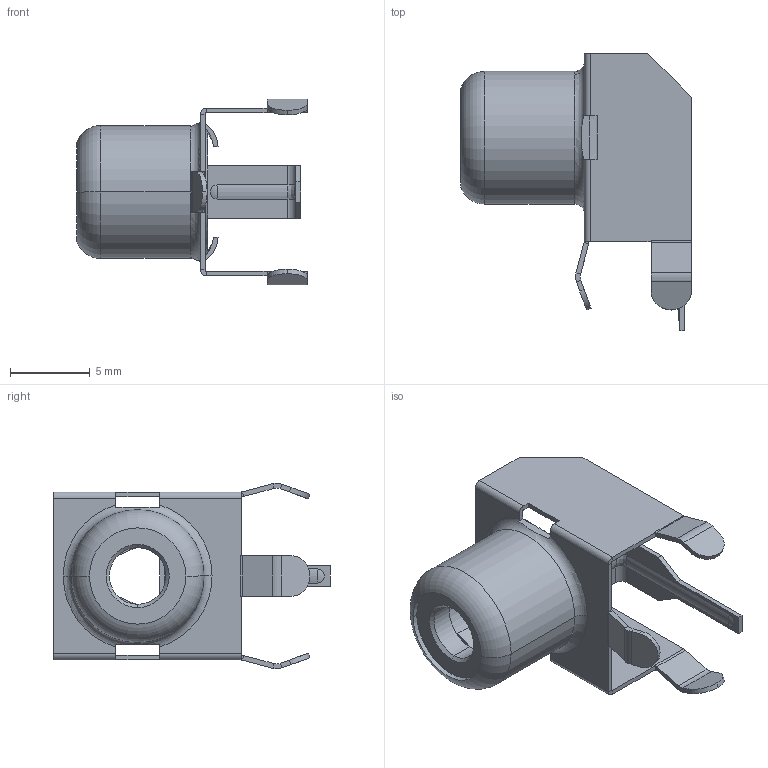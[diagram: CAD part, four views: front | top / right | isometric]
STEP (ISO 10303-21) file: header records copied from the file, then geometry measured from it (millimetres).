
FILE_DESCRIPTION (( 'STEP AP214' ), '1' );
FILE_NAME ('901.STEP', '2008-07-29T20:01:27', ( 'Richard Maletta' ), ( '' ), 'SwSTEP 2.0', 'SolidWorks 2008', '' );
FILE_SCHEMA (( 'AUTOMOTIVE_DESIGN' ));
Length unit declared in the file: millimetre
Products named in the file (1): 901
Bounding box: 14.5 x 17.39 x 11.66 mm (x, y, z)
Volume: 405.7 mm3; surface area: 1554.8 mm2
Topology: 4 solids, 4 shells, 214 faces, 524 edges, 308 vertices
Faces by surface type: plane 131, cylinder 59, torus 14, bspline 8, cone 2
Entity records: 8955 total; most frequent: CARTESIAN_POINT 1578, ORIENTED_EDGE 1040, DIRECTION 1034, EDGE_CURVE 520, AXIS2_PLACEMENT_3D 361, VECTOR 312, LINE 312, VERTEX_POINT 308
